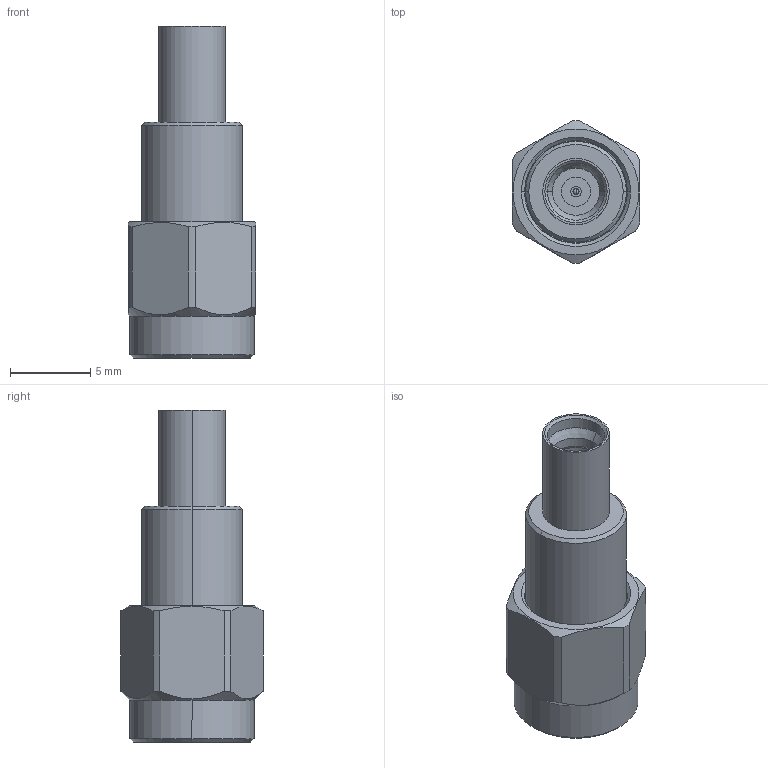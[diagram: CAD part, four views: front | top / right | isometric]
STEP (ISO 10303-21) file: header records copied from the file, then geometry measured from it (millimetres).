
FILE_DESCRIPTION (( 'STEP AP203' ), '1' );
FILE_NAME ('R191.966.001.STEP', '2013-11-04T07:17:43', ( 'adminradiall' ), ( 'Microsoft' ), 'SwSTEP 2.0', 'SolidWorks 2011', '' );
FILE_SCHEMA (( 'CONFIG_CONTROL_DESIGN' ));
Length unit declared in the file: millimetre
Products named in the file (1): R191.966.001
Bounding box: 7.94 x 8.9 x 20.75 mm (x, y, z)
Volume: 552.1 mm3; surface area: 910.8 mm2
Topology: 1 solids, 1 shells, 122 faces, 270 edges, 163 vertices
Faces by surface type: cylinder 57, cone 32, plane 29, torus 4
Entity records: 3523 total; most frequent: CARTESIAN_POINT 666, DIRECTION 644, ORIENTED_EDGE 536, AXIS2_PLACEMENT_3D 269, EDGE_CURVE 268, VERTEX_POINT 163, CIRCLE 146, EDGE_LOOP 139
